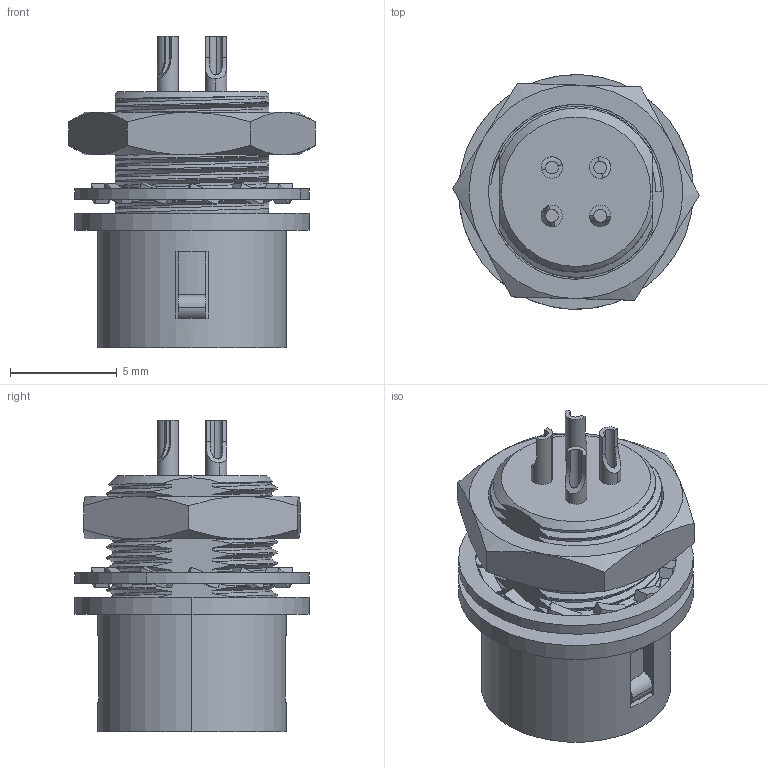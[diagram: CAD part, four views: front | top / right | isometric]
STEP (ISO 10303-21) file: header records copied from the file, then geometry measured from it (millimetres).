
FILE_DESCRIPTION (( 'STEP AP203' ), '1' );
FILE_NAME ('FAPFAS11-04S101W000.STEP', '2025-11-18T02:50:14', ( '' ), ( '' ), 'SwSTEP 2.0', 'SolidWorks 2021', '' );
FILE_SCHEMA (( 'CONFIG_CONTROL_DESIGN' ));
Length unit declared in the file: millimetre
Products named in the file (1): FAPFAS11-04S101W000
Bounding box: 11.54 x 11 x 14.6 mm (x, y, z)
Volume: 641.3 mm3; surface area: 1250.7 mm2
Topology: 3 solids, 3 shells, 414 faces, 1129 edges, 728 vertices
Faces by surface type: plane 171, cylinder 153, bspline 67, cone 23
Entity records: 31617 total; most frequent: CARTESIAN_POINT 22061, ORIENTED_EDGE 2258, DIRECTION 1748, EDGE_CURVE 1129, VERTEX_POINT 728, AXIS2_PLACEMENT_3D 664, EDGE_LOOP 437, VECTOR 420
